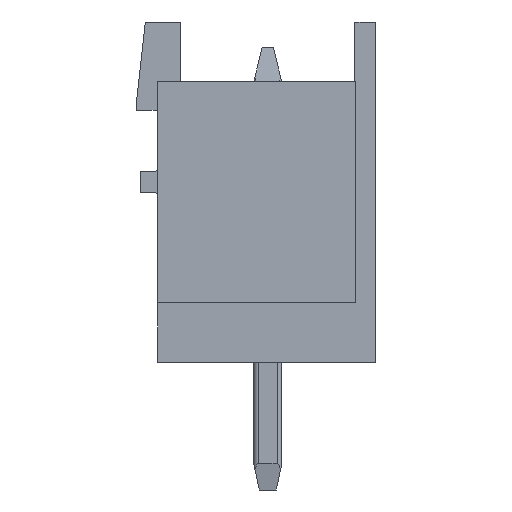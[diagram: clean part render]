
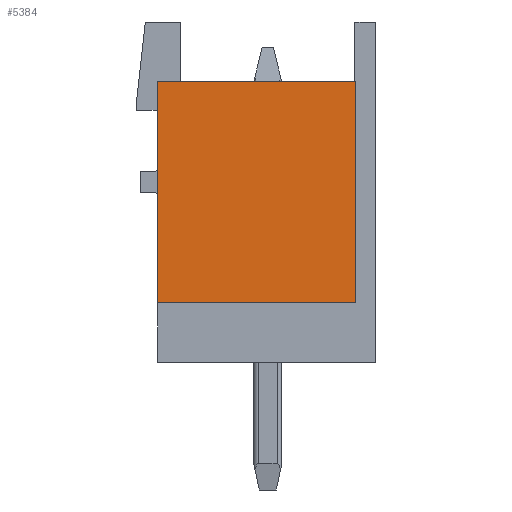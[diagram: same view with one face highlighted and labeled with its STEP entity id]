
A CAD part, left-side view. The second image highlights one B-rep face of the part: STEP entity #5384.
In plain terms, the highlighted planar face has unit normal (-1, 0, 0).
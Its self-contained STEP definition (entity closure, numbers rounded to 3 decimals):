
#5376=AXIS2_PLACEMENT_3D('Plane Axis2P3D',#5373,#5374,#5375) ;
#4883=CARTESIAN_POINT('Vertex',(0.,0.7,6.6)) ;
#4909=CARTESIAN_POINT('Vertex',(0.,0.7,14.4)) ;
#4912=CARTESIAN_POINT('Line Origine',(0.,0.7,10.5)) ;
#5184=CARTESIAN_POINT('Line Origine',(0.,7.7,10.5)) ;
#5188=CARTESIAN_POINT('Vertex',(0.,7.7,6.6)) ;
#5190=CARTESIAN_POINT('Vertex',(0.,7.7,14.4)) ;
#5334=CARTESIAN_POINT('Line Origine',(0.,4.2,6.6)) ;
#5360=CARTESIAN_POINT('Line Origine',(0.,4.2,14.4)) ;
#5373=CARTESIAN_POINT('Axis2P3D Location',(0.,0.,14.4)) ;
#4913=DIRECTION('Vector Direction',(0.,0.,-1.)) ;
#5185=DIRECTION('Vector Direction',(0.,0.,-1.)) ;
#5335=DIRECTION('Vector Direction',(0.,1.,0.)) ;
#5361=DIRECTION('Vector Direction',(0.,1.,0.)) ;
#5374=DIRECTION('Axis2P3D Direction',(1.,-0.,0.)) ;
#5375=DIRECTION('Axis2P3D XDirection',(0.,0.,-1.)) ;
#4914=VECTOR('Line Direction',#4913,1.) ;
#5186=VECTOR('Line Direction',#5185,1.) ;
#5336=VECTOR('Line Direction',#5335,1.) ;
#5362=VECTOR('Line Direction',#5361,1.) ;
#5379=ORIENTED_EDGE('',*,*,#5338,.F.) ;
#5380=ORIENTED_EDGE('',*,*,#4916,.T.) ;
#5381=ORIENTED_EDGE('',*,*,#5364,.T.) ;
#5382=ORIENTED_EDGE('',*,*,#5192,.F.) ;
#5384=ADVANCED_FACE('Housing',(#5383),#5377,.F.) ;
#4916=EDGE_CURVE('',#4884,#4910,#4915,.F.) ;
#5192=EDGE_CURVE('',#5189,#5191,#5187,.F.) ;
#5338=EDGE_CURVE('',#4884,#5189,#5337,.T.) ;
#5364=EDGE_CURVE('',#4910,#5191,#5363,.T.) ;
#5378=EDGE_LOOP('',(#5379,#5380,#5381,#5382)) ;
#5383=FACE_OUTER_BOUND('',#5378,.T.) ;
#4915=LINE('Line',#4912,#4914) ;
#5187=LINE('Line',#5184,#5186) ;
#5337=LINE('Line',#5334,#5336) ;
#5363=LINE('Line',#5360,#5362) ;
#5377=PLANE('',#5376) ;
#4884=VERTEX_POINT('',#4883) ;
#4910=VERTEX_POINT('',#4909) ;
#5189=VERTEX_POINT('',#5188) ;
#5191=VERTEX_POINT('',#5190) ;
